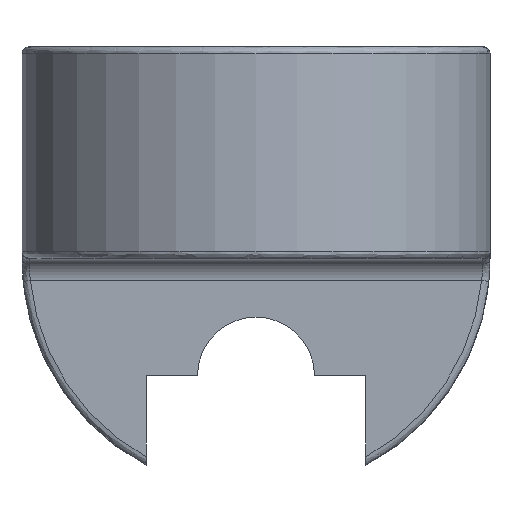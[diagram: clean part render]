
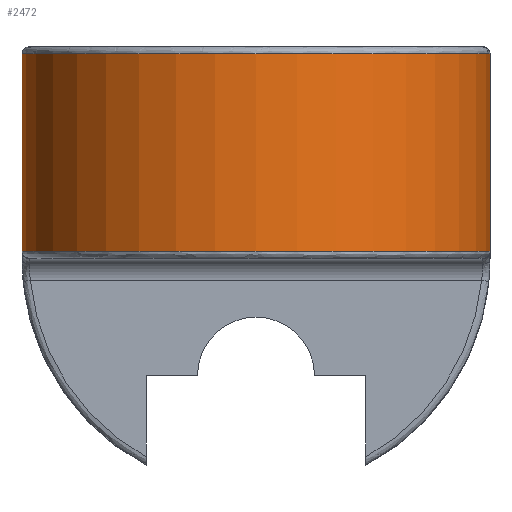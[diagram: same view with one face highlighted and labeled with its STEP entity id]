
A CAD part, front view. The second image highlights one B-rep face of the part: STEP entity #2472.
In plain terms, the highlighted cylindrical face has radius 32 mm (diameter 64 mm), a partial arc.
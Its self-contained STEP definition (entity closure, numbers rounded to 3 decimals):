
#32 = AXIS2_PLACEMENT_3D ( 'NONE', #763, #2119, #1146 ) ;
#44 = EDGE_CURVE ( 'NONE', #2091, #432, #818, .T. ) ;
#86 = AXIS2_PLACEMENT_3D ( 'NONE', #722, #1922, #2292 ) ;
#99 = CARTESIAN_POINT ( 'NONE',  ( -1972.586, -215.298, 750.024 ) ) ;
#146 = CARTESIAN_POINT ( 'NONE',  ( -2004.586, -215.298, 723.024 ) ) ;
#180 = CARTESIAN_POINT ( 'NONE',  ( -2036.586, -215.298, 723.024 ) ) ;
#220 = EDGE_CURVE ( 'NONE', #2091, #284, #1980, .T. ) ;
#284 = VERTEX_POINT ( 'NONE', #180 ) ;
#299 = ORIENTED_EDGE ( 'NONE', *, *, #220, .T. ) ;
#390 = VECTOR ( 'NONE', #1006, 1000. ) ;
#397 = CARTESIAN_POINT ( 'NONE',  ( -1972.586, -215.298, 723.024 ) ) ;
#432 = VERTEX_POINT ( 'NONE', #99 ) ;
#635 = LINE ( 'NONE', #1812, #390 ) ;
#655 = EDGE_LOOP ( 'NONE', ( #1298, #1698, #299, #2266 ) ) ;
#722 = CARTESIAN_POINT ( 'NONE',  ( -2004.586, -215.298, 750.024 ) ) ;
#763 = CARTESIAN_POINT ( 'NONE',  ( -2004.586, -215.298, 736.524 ) ) ;
#818 = CIRCLE ( 'NONE', #86, 32. ) ;
#909 = DIRECTION ( 'NONE',  ( 1., 0., 0. ) ) ;
#912 = EDGE_CURVE ( 'NONE', #1287, #432, #635, .T. ) ;
#967 = DIRECTION ( 'NONE',  ( 0., 0., -1. ) ) ;
#1006 = DIRECTION ( 'NONE',  ( 0., 0., 1. ) ) ;
#1146 = DIRECTION ( 'NONE',  ( 1., 0., 0. ) ) ;
#1287 = VERTEX_POINT ( 'NONE', #397 ) ;
#1298 = ORIENTED_EDGE ( 'NONE', *, *, #912, .T. ) ;
#1418 = VECTOR ( 'NONE', #967, 1000. ) ;
#1588 = CARTESIAN_POINT ( 'NONE',  ( -2036.586, -215.298, 750.024 ) ) ;
#1698 = ORIENTED_EDGE ( 'NONE', *, *, #44, .F. ) ;
#1750 = CIRCLE ( 'NONE', #2043, 32. ) ;
#1812 = CARTESIAN_POINT ( 'NONE',  ( -1972.586, -215.298, 751.024 ) ) ;
#1842 = CYLINDRICAL_SURFACE ( 'NONE', #32, 32. ) ;
#1922 = DIRECTION ( 'NONE',  ( 0., 0., 1. ) ) ;
#1980 = LINE ( 'NONE', #2324, #1418 ) ;
#2043 = AXIS2_PLACEMENT_3D ( 'NONE', #146, #2082, #909 ) ;
#2082 = DIRECTION ( 'NONE',  ( 0., 0., 1. ) ) ;
#2091 = VERTEX_POINT ( 'NONE', #1588 ) ;
#2119 = DIRECTION ( 'NONE',  ( 0., 0., 1. ) ) ;
#2266 = ORIENTED_EDGE ( 'NONE', *, *, #2278, .T. ) ;
#2278 = EDGE_CURVE ( 'NONE', #284, #1287, #1750, .T. ) ;
#2292 = DIRECTION ( 'NONE',  ( -0.945, 0.326, 0. ) ) ;
#2324 = CARTESIAN_POINT ( 'NONE',  ( -2036.586, -215.298, 736.524 ) ) ;
#2362 = FACE_OUTER_BOUND ( 'NONE', #655, .T. ) ;
#2472 = ADVANCED_FACE ( 'NONE', ( #2362 ), #1842, .T. ) ;
